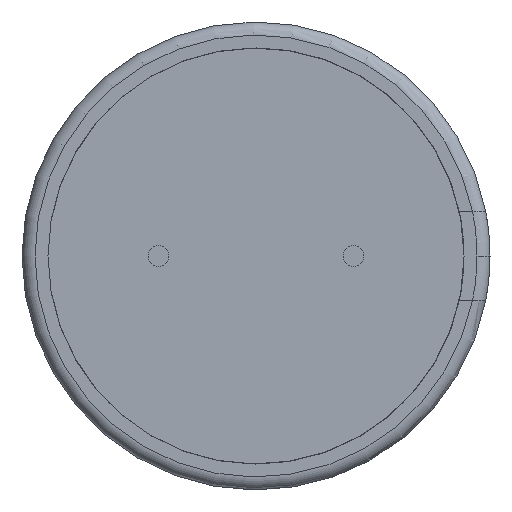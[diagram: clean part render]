
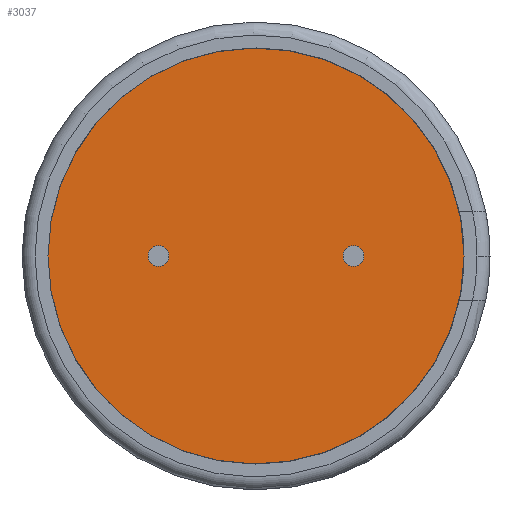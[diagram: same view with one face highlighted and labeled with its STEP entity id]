
A CAD part, front view. The second image highlights one B-rep face of the part: STEP entity #3037.
In plain terms, the highlighted planar face has unit normal (0, -1, 0).
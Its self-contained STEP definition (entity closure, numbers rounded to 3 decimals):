
#28 = DIRECTION ( 'NONE',  ( 1., 0., 0. ) ) ;
#57 = AXIS2_PLACEMENT_3D ( 'NONE', #1064, #184, #210 ) ;
#90 = DIRECTION ( 'NONE',  ( 1., 0., 0. ) ) ;
#133 = AXIS2_PLACEMENT_3D ( 'NONE', #2405, #805, #324 ) ;
#160 = VERTEX_POINT ( 'NONE', #1259 ) ;
#184 = DIRECTION ( 'NONE',  ( 0., -1., 0. ) ) ;
#196 = VERTEX_POINT ( 'NONE', #220 ) ;
#210 = DIRECTION ( 'NONE',  ( 1., 0., 0. ) ) ;
#215 = AXIS2_PLACEMENT_3D ( 'NONE', #1804, #2834, #2052 ) ;
#220 = CARTESIAN_POINT ( 'NONE',  ( -8., 0.1, 0. ) ) ;
#226 = CIRCLE ( 'NONE', #57, 0.4 ) ;
#324 = DIRECTION ( 'NONE',  ( 1., 0., 0. ) ) ;
#341 = DIRECTION ( 'NONE',  ( 0., 1., 0. ) ) ;
#355 = CARTESIAN_POINT ( 'NONE',  ( 0., 0.1, 0. ) ) ;
#365 = EDGE_LOOP ( 'NONE', ( #2372, #1799 ) ) ;
#439 = CIRCLE ( 'NONE', #2787, 0.4 ) ;
#511 = CARTESIAN_POINT ( 'NONE',  ( 0., 0.1, 0. ) ) ;
#591 = EDGE_LOOP ( 'NONE', ( #653, #1739 ) ) ;
#653 = ORIENTED_EDGE ( 'NONE', *, *, #1154, .F. ) ;
#805 = DIRECTION ( 'NONE',  ( 0., -1., 0. ) ) ;
#824 = CIRCLE ( 'NONE', #2943, 8. ) ;
#952 = FACE_BOUND ( 'NONE', #1038, .T. ) ;
#1038 = EDGE_LOOP ( 'NONE', ( #1505, #2273 ) ) ;
#1048 = AXIS2_PLACEMENT_3D ( 'NONE', #355, #2742, #3301 ) ;
#1063 = FACE_BOUND ( 'NONE', #591, .T. ) ;
#1064 = CARTESIAN_POINT ( 'NONE',  ( -3.75, 0.1, 0. ) ) ;
#1154 = EDGE_CURVE ( 'NONE', #2635, #1817, #226, .T. ) ;
#1259 = CARTESIAN_POINT ( 'NONE',  ( 3.75, 0.1, 0.4 ) ) ;
#1421 = CARTESIAN_POINT ( 'NONE',  ( 8., 0.1, 0. ) ) ;
#1445 = VERTEX_POINT ( 'NONE', #1421 ) ;
#1456 = CIRCLE ( 'NONE', #1048, 8. ) ;
#1505 = ORIENTED_EDGE ( 'NONE', *, *, #3371, .T. ) ;
#1739 = ORIENTED_EDGE ( 'NONE', *, *, #3389, .F. ) ;
#1752 = CARTESIAN_POINT ( 'NONE',  ( -3.75, 0.1, -0.4 ) ) ;
#1799 = ORIENTED_EDGE ( 'NONE', *, *, #2906, .T. ) ;
#1804 = CARTESIAN_POINT ( 'NONE',  ( 0., 0.1, 0. ) ) ;
#1817 = VERTEX_POINT ( 'NONE', #2658 ) ;
#1878 = DIRECTION ( 'NONE',  ( 0., 1., 0. ) ) ;
#1891 = EDGE_CURVE ( 'NONE', #1445, #196, #824, .T. ) ;
#1957 = CIRCLE ( 'NONE', #133, 0.4 ) ;
#2052 = DIRECTION ( 'NONE',  ( 1., 0., 0. ) ) ;
#2170 = CARTESIAN_POINT ( 'NONE',  ( 3.75, 0.1, 0. ) ) ;
#2201 = FACE_OUTER_BOUND ( 'NONE', #365, .T. ) ;
#2273 = ORIENTED_EDGE ( 'NONE', *, *, #2393, .T. ) ;
#2368 = DIRECTION ( 'NONE',  ( 0., -1., 0. ) ) ;
#2372 = ORIENTED_EDGE ( 'NONE', *, *, #1891, .T. ) ;
#2379 = DIRECTION ( 'NONE',  ( 1., 0., 0. ) ) ;
#2393 = EDGE_CURVE ( 'NONE', #160, #2429, #3359, .T. ) ;
#2405 = CARTESIAN_POINT ( 'NONE',  ( -3.75, 0.1, 0. ) ) ;
#2429 = VERTEX_POINT ( 'NONE', #3019 ) ;
#2600 = PLANE ( 'NONE',  #215 ) ;
#2635 = VERTEX_POINT ( 'NONE', #1752 ) ;
#2658 = CARTESIAN_POINT ( 'NONE',  ( -3.75, 0.1, 0.4 ) ) ;
#2742 = DIRECTION ( 'NONE',  ( 0., -1., 0. ) ) ;
#2784 = AXIS2_PLACEMENT_3D ( 'NONE', #2170, #341, #90 ) ;
#2787 = AXIS2_PLACEMENT_3D ( 'NONE', #3245, #1878, #28 ) ;
#2834 = DIRECTION ( 'NONE',  ( 0., -1., 0. ) ) ;
#2906 = EDGE_CURVE ( 'NONE', #196, #1445, #1456, .T. ) ;
#2943 = AXIS2_PLACEMENT_3D ( 'NONE', #511, #2368, #2379 ) ;
#3019 = CARTESIAN_POINT ( 'NONE',  ( 3.75, 0.1, -0.4 ) ) ;
#3037 = ADVANCED_FACE ( 'NONE', ( #1063, #2201, #952 ), #2600, .T. ) ;
#3245 = CARTESIAN_POINT ( 'NONE',  ( 3.75, 0.1, 0. ) ) ;
#3301 = DIRECTION ( 'NONE',  ( 1., 0., 0. ) ) ;
#3359 = CIRCLE ( 'NONE', #2784, 0.4 ) ;
#3371 = EDGE_CURVE ( 'NONE', #2429, #160, #439, .T. ) ;
#3389 = EDGE_CURVE ( 'NONE', #1817, #2635, #1957, .T. ) ;
